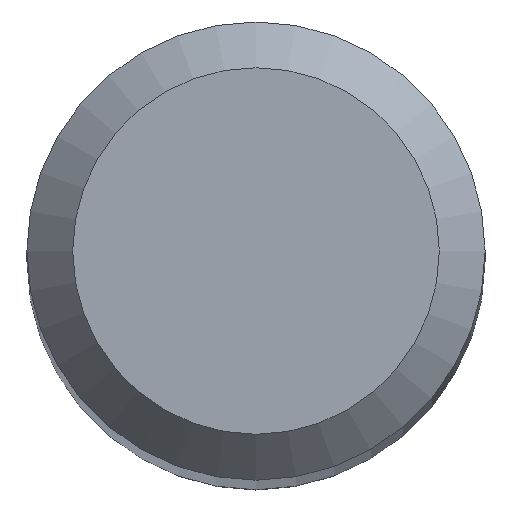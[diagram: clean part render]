
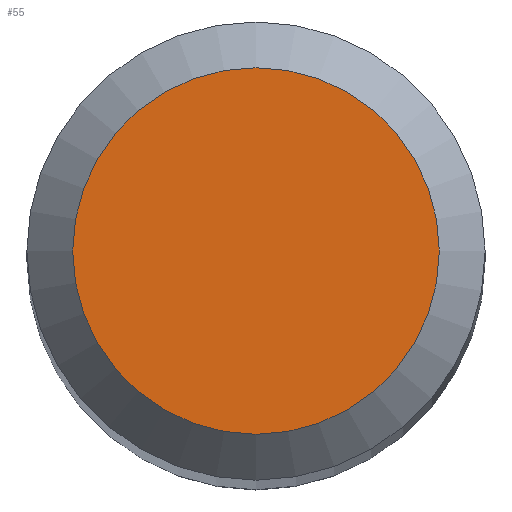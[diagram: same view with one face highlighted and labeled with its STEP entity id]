
A CAD part, top view. The second image highlights one B-rep face of the part: STEP entity #55.
In plain terms, the highlighted planar face has unit normal (0, 0, 1).
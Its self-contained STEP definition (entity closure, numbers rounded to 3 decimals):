
#29 = FACE_OUTER_BOUND ( 'NONE', #272, .T. ) ;
#30 = DIRECTION ( 'NONE',  ( 0., 0., -1. ) ) ;
#55 = ADVANCED_FACE ( 'NONE', ( #29 ), #125, .F. ) ;
#83 = AXIS2_PLACEMENT_3D ( 'NONE', #153, #245, #87 ) ;
#87 = DIRECTION ( 'NONE',  ( 0., 1., 0. ) ) ;
#125 = PLANE ( 'NONE',  #294 ) ;
#132 = CIRCLE ( 'NONE', #83, 1.2 ) ;
#145 = ORIENTED_EDGE ( 'NONE', *, *, #292, .F. ) ;
#153 = CARTESIAN_POINT ( 'NONE',  ( 0., 0., 61. ) ) ;
#198 = VERTEX_POINT ( 'NONE', #204 ) ;
#204 = CARTESIAN_POINT ( 'NONE',  ( 0., 1.2, 61. ) ) ;
#210 = DIRECTION ( 'NONE',  ( 0., 1., 0. ) ) ;
#245 = DIRECTION ( 'NONE',  ( 0., 0., -1. ) ) ;
#259 = CARTESIAN_POINT ( 'NONE',  ( 0., 0., 61. ) ) ;
#272 = EDGE_LOOP ( 'NONE', ( #145 ) ) ;
#292 = EDGE_CURVE ( 'NONE', #198, #198, #132, .T. ) ;
#294 = AXIS2_PLACEMENT_3D ( 'NONE', #259, #30, #210 ) ;
